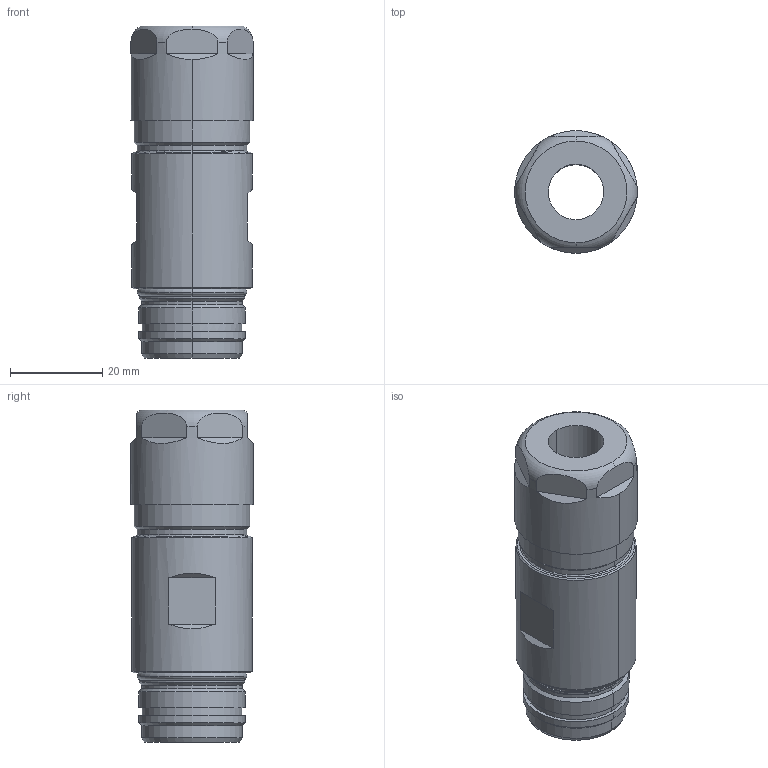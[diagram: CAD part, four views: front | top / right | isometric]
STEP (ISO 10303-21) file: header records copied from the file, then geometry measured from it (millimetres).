
FILE_DESCRIPTION(('CATIA V5 STEP Exchange','CAx-IF Rec.Pracs.--- Model Styling and Organization---1.4--- 2014-01-23'),'2;1');
FILE_NAME ('008232-2_0', '2022-09-09T06:20:31+00:00', ('none'), ('Weidmueller'), 'CATIA Version 5-6 Release 2016 SP3 HF44', 'CATIA V5 STEP AP214', 'none');
FILE_SCHEMA(('AUTOMOTIVE_DESIGN { 1 0 10303 214 1 1 1 1 }'));
Length unit declared in the file: millimetre
Products named in the file (1): 1170270000
Bounding box: 26.5 x 26.5 x 71.8 mm (x, y, z)
Volume: 27380.3 mm3; surface area: 9851.5 mm2
Topology: 2 solids, 2 shells, 77 faces, 170 edges, 104 vertices
Faces by surface type: plane 27, cylinder 26, cone 14, torus 10
Entity records: 2524 total; most frequent: CARTESIAN_POINT 879, ORIENTED_EDGE 340, DIRECTION 285, EDGE_CURVE 170, AXIS2_PLACEMENT_3D 144, VERTEX_POINT 104, EDGE_LOOP 88, ADVANCED_FACE 77
